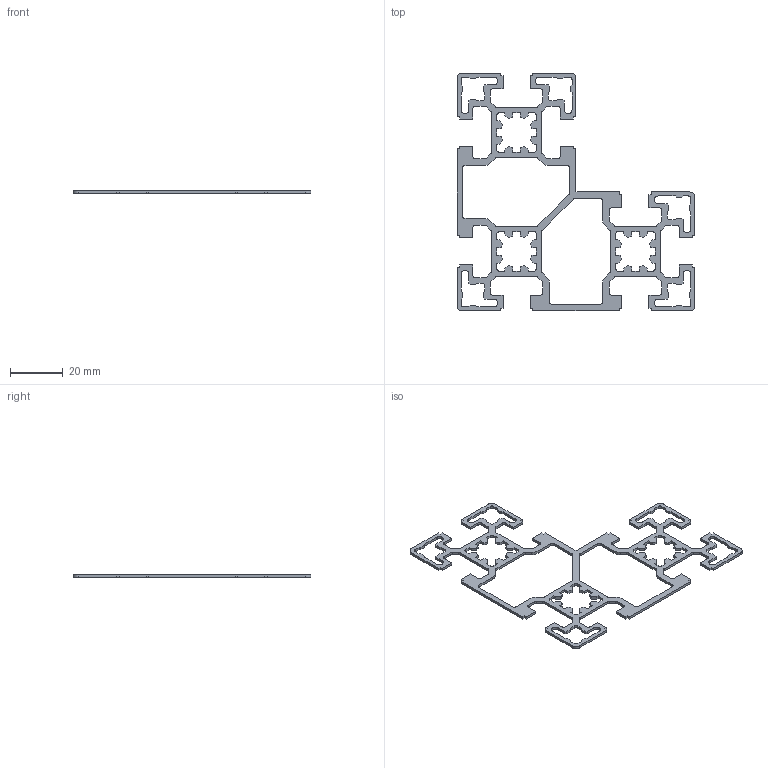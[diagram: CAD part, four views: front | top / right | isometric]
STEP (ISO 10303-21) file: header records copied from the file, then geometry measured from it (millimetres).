
FILE_DESCRIPTION(/* description */ ('Profilo 90x90 angolare'),/* implementation_level */ '2;1');
FILE_NAME(/* name */ 'PG9090A.stp',/* time_stamp */ '2021-02-19T16:50:28+01:00',/* author */ ('omnitec'),/* organization */ (''),/* preprocessor_version */ 'ST-DEVELOPER v18.1',/* originating_system */ 'Autodesk Inventor 2021',/* authorisation */ '');
FILE_SCHEMA (('AUTOMOTIVE_DESIGN { 1 0 10303 214 3 1 1 }'));
Length unit declared in the file: millimetre
Products named in the file (1): PG9090A---1,0
Bounding box: 90 x 90 x 1 mm (x, y, z)
Volume: 1686.1 mm3; surface area: 4822.5 mm2
Topology: 1 solids, 1 shells, 481 faces, 1437 edges, 958 vertices
Faces by surface type: plane 350, cylinder 131
Entity records: 16174 total; most frequent: CARTESIAN_POINT 2877, ORIENTED_EDGE 2874, DIRECTION 2663, EDGE_CURVE 1437, LINE 1175, VECTOR 1175, VERTEX_POINT 958, AXIS2_PLACEMENT_3D 744
